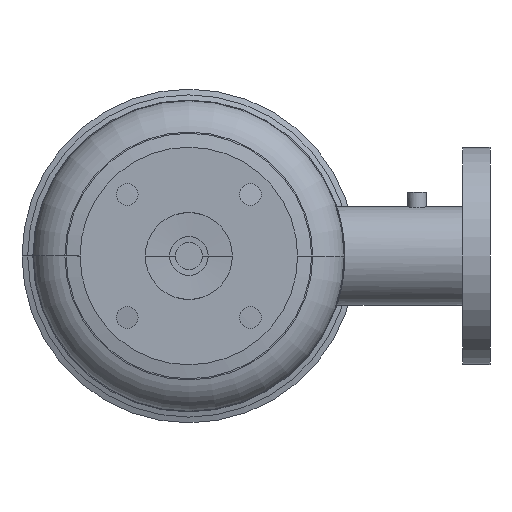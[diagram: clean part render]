
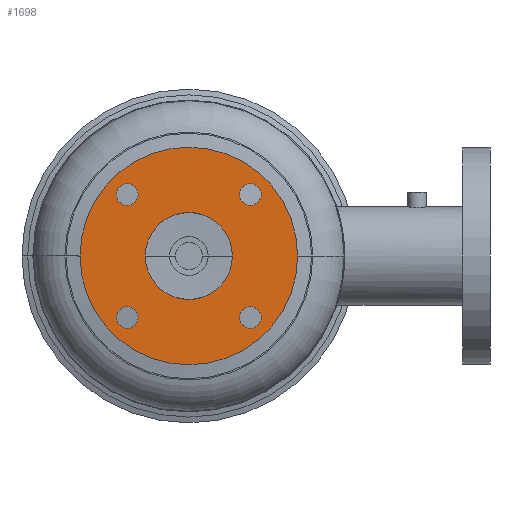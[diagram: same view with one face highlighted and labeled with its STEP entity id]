
A CAD part, front view. The second image highlights one B-rep face of the part: STEP entity #1698.
In plain terms, the highlighted planar face has unit normal (0, -1, 0).
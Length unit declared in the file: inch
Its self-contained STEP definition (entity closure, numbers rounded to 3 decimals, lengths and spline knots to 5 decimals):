
#10 = ORIENTED_EDGE ( 'NONE', *, *, #3170, .F. ) ;
#17 = DIRECTION ( 'NONE',  ( 1., 0., 0. ) ) ;
#55 = CARTESIAN_POINT ( 'NONE',  ( 0., 0., 0. ) ) ;
#70 = CIRCLE ( 'NONE', #3636, 3.75 ) ;
#188 = CARTESIAN_POINT ( 'NONE',  ( 2.12132, 0., 2.12132 ) ) ;
#316 = VERTEX_POINT ( 'NONE', #3366 ) ;
#319 = CIRCLE ( 'NONE', #3165, 0.375 ) ;
#330 = DIRECTION ( 'NONE',  ( 1., 0., 0. ) ) ;
#380 = DIRECTION ( 'NONE',  ( 0., -1., 0. ) ) ;
#462 = DIRECTION ( 'NONE',  ( 0., -1., 0. ) ) ;
#485 = VERTEX_POINT ( 'NONE', #4750 ) ;
#486 = AXIS2_PLACEMENT_3D ( 'NONE', #55, #4702, #3882 ) ;
#631 = ORIENTED_EDGE ( 'NONE', *, *, #3740, .F. ) ;
#643 = DIRECTION ( 'NONE',  ( 1., 0., 0. ) ) ;
#682 = VERTEX_POINT ( 'NONE', #4028 ) ;
#721 = FACE_OUTER_BOUND ( 'NONE', #2073, .T. ) ;
#725 = DIRECTION ( 'NONE',  ( 1., 0., 0. ) ) ;
#761 = AXIS2_PLACEMENT_3D ( 'NONE', #1933, #2302, #1137 ) ;
#791 = AXIS2_PLACEMENT_3D ( 'NONE', #4382, #4412, #2297 ) ;
#796 = ORIENTED_EDGE ( 'NONE', *, *, #1842, .T. ) ;
#814 = EDGE_CURVE ( 'NONE', #2666, #1268, #1021, .T. ) ;
#831 = CIRCLE ( 'NONE', #2418, 3.75 ) ;
#849 = CARTESIAN_POINT ( 'NONE',  ( -1.5, 0., 0. ) ) ;
#851 = FACE_BOUND ( 'NONE', #2669, .T. ) ;
#909 = CIRCLE ( 'NONE', #1729, 0.375 ) ;
#1017 = ORIENTED_EDGE ( 'NONE', *, *, #3066, .T. ) ;
#1021 = CIRCLE ( 'NONE', #1175, 0.375 ) ;
#1137 = DIRECTION ( 'NONE',  ( 1., 0., 0. ) ) ;
#1149 = CARTESIAN_POINT ( 'NONE',  ( -3.75, 0., 0. ) ) ;
#1175 = AXIS2_PLACEMENT_3D ( 'NONE', #188, #5170, #643 ) ;
#1177 = AXIS2_PLACEMENT_3D ( 'NONE', #4166, #462, #1258 ) ;
#1180 = CARTESIAN_POINT ( 'NONE',  ( 2.12132, 0., -2.12132 ) ) ;
#1222 = CARTESIAN_POINT ( 'NONE',  ( -2.49632, 0., -2.12132 ) ) ;
#1225 = CARTESIAN_POINT ( 'NONE',  ( 1.74632, 0., 2.12132 ) ) ;
#1235 = CARTESIAN_POINT ( 'NONE',  ( -2.49632, 0., 2.12132 ) ) ;
#1252 = DIRECTION ( 'NONE',  ( 1., 0., 0. ) ) ;
#1258 = DIRECTION ( 'NONE',  ( 1., 0., 0. ) ) ;
#1268 = VERTEX_POINT ( 'NONE', #4218 ) ;
#1426 = VERTEX_POINT ( 'NONE', #1222 ) ;
#1534 = CARTESIAN_POINT ( 'NONE',  ( 2.49632, 0., -2.12132 ) ) ;
#1571 = DIRECTION ( 'NONE',  ( 1., 0., 0. ) ) ;
#1698 = ADVANCED_FACE ( 'NONE', ( #2530, #851, #1819, #3248, #721, #3905 ), #2531, .T. ) ;
#1729 = AXIS2_PLACEMENT_3D ( 'NONE', #1180, #2032, #1571 ) ;
#1768 = AXIS2_PLACEMENT_3D ( 'NONE', #2848, #380, #5289 ) ;
#1776 = VERTEX_POINT ( 'NONE', #4650 ) ;
#1819 = FACE_BOUND ( 'NONE', #3447, .T. ) ;
#1842 = EDGE_CURVE ( 'NONE', #4488, #485, #70, .T. ) ;
#1933 = CARTESIAN_POINT ( 'NONE',  ( 2.12132, 0., -2.12132 ) ) ;
#1952 = ORIENTED_EDGE ( 'NONE', *, *, #3099, .F. ) ;
#2013 = DIRECTION ( 'NONE',  ( 1., 0., 0. ) ) ;
#2019 = EDGE_LOOP ( 'NONE', ( #1017, #2650 ) ) ;
#2032 = DIRECTION ( 'NONE',  ( 0., -1., 0. ) ) ;
#2073 = EDGE_LOOP ( 'NONE', ( #4922, #796 ) ) ;
#2297 = DIRECTION ( 'NONE',  ( 1., 0., 0. ) ) ;
#2302 = DIRECTION ( 'NONE',  ( 0., -1., 0. ) ) ;
#2319 = CIRCLE ( 'NONE', #2369, 1.5 ) ;
#2369 = AXIS2_PLACEMENT_3D ( 'NONE', #3608, #4003, #725 ) ;
#2418 = AXIS2_PLACEMENT_3D ( 'NONE', #4513, #4936, #1252 ) ;
#2449 = ORIENTED_EDGE ( 'NONE', *, *, #3334, .F. ) ;
#2530 = FACE_BOUND ( 'NONE', #2828, .T. ) ;
#2531 = PLANE ( 'NONE',  #486 ) ;
#2548 = CARTESIAN_POINT ( 'NONE',  ( -2.12132, 0., -2.12132 ) ) ;
#2650 = ORIENTED_EDGE ( 'NONE', *, *, #4078, .T. ) ;
#2654 = CIRCLE ( 'NONE', #1177, 0.375 ) ;
#2658 = CIRCLE ( 'NONE', #791, 1.5 ) ;
#2666 = VERTEX_POINT ( 'NONE', #1225 ) ;
#2669 = EDGE_LOOP ( 'NONE', ( #4870, #2449 ) ) ;
#2817 = CARTESIAN_POINT ( 'NONE',  ( -2.12132, 0., 2.12132 ) ) ;
#2828 = EDGE_LOOP ( 'NONE', ( #631, #1952 ) ) ;
#2848 = CARTESIAN_POINT ( 'NONE',  ( 2.12132, 0., 2.12132 ) ) ;
#2934 = ORIENTED_EDGE ( 'NONE', *, *, #4567, .F. ) ;
#3066 = EDGE_CURVE ( 'NONE', #682, #3387, #2319, .T. ) ;
#3099 = EDGE_CURVE ( 'NONE', #3198, #1776, #3758, .T. ) ;
#3128 = DIRECTION ( 'NONE',  ( 0., -1., 0. ) ) ;
#3165 = AXIS2_PLACEMENT_3D ( 'NONE', #2548, #4187, #17 ) ;
#3170 = EDGE_CURVE ( 'NONE', #316, #4175, #909, .T. ) ;
#3198 = VERTEX_POINT ( 'NONE', #1235 ) ;
#3202 = AXIS2_PLACEMENT_3D ( 'NONE', #2817, #4449, #330 ) ;
#3248 = FACE_BOUND ( 'NONE', #5164, .T. ) ;
#3283 = EDGE_CURVE ( 'NONE', #4375, #1426, #319, .T. ) ;
#3334 = EDGE_CURVE ( 'NONE', #1426, #4375, #2654, .T. ) ;
#3366 = CARTESIAN_POINT ( 'NONE',  ( 1.74632, 0., -2.12132 ) ) ;
#3387 = VERTEX_POINT ( 'NONE', #849 ) ;
#3447 = EDGE_LOOP ( 'NONE', ( #4754, #10 ) ) ;
#3575 = CIRCLE ( 'NONE', #3202, 0.375 ) ;
#3608 = CARTESIAN_POINT ( 'NONE',  ( 0., 0., 0. ) ) ;
#3636 = AXIS2_PLACEMENT_3D ( 'NONE', #4339, #3128, #4787 ) ;
#3740 = EDGE_CURVE ( 'NONE', #1776, #3198, #3575, .T. ) ;
#3758 = CIRCLE ( 'NONE', #4985, 0.375 ) ;
#3882 = DIRECTION ( 'NONE',  ( 1., 0., 0. ) ) ;
#3905 = FACE_BOUND ( 'NONE', #2019, .T. ) ;
#4003 = DIRECTION ( 'NONE',  ( 0., 1., 0. ) ) ;
#4014 = CIRCLE ( 'NONE', #1768, 0.375 ) ;
#4028 = CARTESIAN_POINT ( 'NONE',  ( 1.5, 0., 0. ) ) ;
#4078 = EDGE_CURVE ( 'NONE', #3387, #682, #2658, .T. ) ;
#4166 = CARTESIAN_POINT ( 'NONE',  ( -2.12132, 0., -2.12132 ) ) ;
#4175 = VERTEX_POINT ( 'NONE', #1534 ) ;
#4187 = DIRECTION ( 'NONE',  ( 0., -1., 0. ) ) ;
#4218 = CARTESIAN_POINT ( 'NONE',  ( 2.49632, 0., 2.12132 ) ) ;
#4339 = CARTESIAN_POINT ( 'NONE',  ( 0., 0., 0. ) ) ;
#4375 = VERTEX_POINT ( 'NONE', #4652 ) ;
#4382 = CARTESIAN_POINT ( 'NONE',  ( 0., 0., 0. ) ) ;
#4412 = DIRECTION ( 'NONE',  ( 0., 1., 0. ) ) ;
#4449 = DIRECTION ( 'NONE',  ( 0., -1., 0. ) ) ;
#4488 = VERTEX_POINT ( 'NONE', #1149 ) ;
#4513 = CARTESIAN_POINT ( 'NONE',  ( 0., 0., 0. ) ) ;
#4567 = EDGE_CURVE ( 'NONE', #1268, #2666, #4014, .T. ) ;
#4650 = CARTESIAN_POINT ( 'NONE',  ( -1.74632, 0., 2.12132 ) ) ;
#4652 = CARTESIAN_POINT ( 'NONE',  ( -1.74632, 0., -2.12132 ) ) ;
#4702 = DIRECTION ( 'NONE',  ( 0., -1., 0. ) ) ;
#4717 = CIRCLE ( 'NONE', #761, 0.375 ) ;
#4750 = CARTESIAN_POINT ( 'NONE',  ( 3.75, 0., 0. ) ) ;
#4754 = ORIENTED_EDGE ( 'NONE', *, *, #5292, .F. ) ;
#4787 = DIRECTION ( 'NONE',  ( 1., 0., 0. ) ) ;
#4870 = ORIENTED_EDGE ( 'NONE', *, *, #3283, .F. ) ;
#4922 = ORIENTED_EDGE ( 'NONE', *, *, #4975, .T. ) ;
#4936 = DIRECTION ( 'NONE',  ( 0., -1., 0. ) ) ;
#4939 = CARTESIAN_POINT ( 'NONE',  ( -2.12132, 0., 2.12132 ) ) ;
#4975 = EDGE_CURVE ( 'NONE', #485, #4488, #831, .T. ) ;
#4985 = AXIS2_PLACEMENT_3D ( 'NONE', #4939, #5277, #2013 ) ;
#5164 = EDGE_LOOP ( 'NONE', ( #2934, #5248 ) ) ;
#5170 = DIRECTION ( 'NONE',  ( 0., -1., 0. ) ) ;
#5248 = ORIENTED_EDGE ( 'NONE', *, *, #814, .F. ) ;
#5277 = DIRECTION ( 'NONE',  ( 0., -1., 0. ) ) ;
#5289 = DIRECTION ( 'NONE',  ( 1., 0., 0. ) ) ;
#5292 = EDGE_CURVE ( 'NONE', #4175, #316, #4717, .T. ) ;
